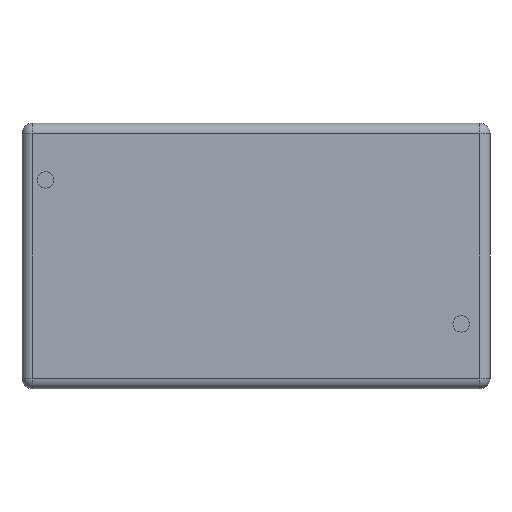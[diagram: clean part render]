
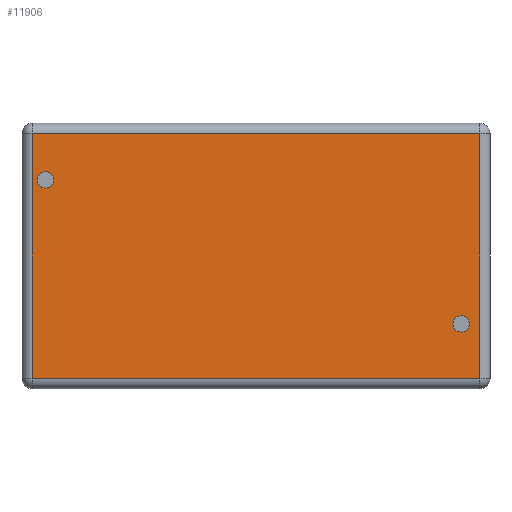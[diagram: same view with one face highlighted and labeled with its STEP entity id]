
A CAD part, front view. The second image highlights one B-rep face of the part: STEP entity #11906.
In plain terms, the highlighted planar face has unit normal (0, -1, 0).
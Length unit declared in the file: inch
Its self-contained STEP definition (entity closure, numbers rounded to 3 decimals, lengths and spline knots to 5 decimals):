
#3393 = VECTOR ( 'NONE', #3403, 39.37008 ) ;
#3403 = DIRECTION ( 'NONE',  ( -1., 0., 0. ) ) ;
#3405 = CARTESIAN_POINT ( 'NONE',  ( -2.175, 0., 1.19 ) ) ;
#3406 = LINE ( 'NONE', #3405, #3393 ) ;
#3901 = DIRECTION ( 'NONE',  ( 1., 0., 0. ) ) ;
#3902 = VECTOR ( 'NONE', #3901, 39.37008 ) ;
#3903 = CARTESIAN_POINT ( 'NONE',  ( -2.175, 0., -1.19 ) ) ;
#3904 = LINE ( 'NONE', #3903, #3902 ) ;
#4112 = CARTESIAN_POINT ( 'NONE',  ( -2.175, 0., 1.19 ) ) ;
#4295 = CIRCLE ( 'NONE', #4297, 0.08 ) ;
#4296 = CIRCLE ( 'NONE', #4340, 0.08 ) ;
#4297 = AXIS2_PLACEMENT_3D ( 'NONE', #4301, #4338, #4337 ) ;
#4300 = CARTESIAN_POINT ( 'NONE',  ( 1.995, 0., -0.66 ) ) ;
#4301 = CARTESIAN_POINT ( 'NONE',  ( -2.045, 0., 0.74 ) ) ;
#4333 = DIRECTION ( 'NONE',  ( 0., 0., -1. ) ) ;
#4336 = DIRECTION ( 'NONE',  ( 0., -1., 0. ) ) ;
#4337 = DIRECTION ( 'NONE',  ( 0., 0., -1. ) ) ;
#4338 = DIRECTION ( 'NONE',  ( 0., -1., 0. ) ) ;
#4340 = AXIS2_PLACEMENT_3D ( 'NONE', #4300, #4336, #4333 ) ;
#4425 = PLANE ( 'NONE',  #4459 ) ;
#4428 = FACE_BOUND ( 'NONE', #8389, .T. ) ;
#4436 = DIRECTION ( 'NONE',  ( 0., 1., 0. ) ) ;
#4458 = DIRECTION ( 'NONE',  ( 0., 0., 1. ) ) ;
#4459 = AXIS2_PLACEMENT_3D ( 'NONE', #4461, #4436, #4458 ) ;
#4460 = FACE_OUTER_BOUND ( 'NONE', #8295, .T. ) ;
#4461 = CARTESIAN_POINT ( 'NONE',  ( -2.175, 0., 1.19 ) ) ;
#4463 = FACE_BOUND ( 'NONE', #10802, .T. ) ;
#4615 = LINE ( 'NONE', #4627, #4626 ) ;
#4625 = DIRECTION ( 'NONE',  ( 0., 0., -1. ) ) ;
#4626 = VECTOR ( 'NONE', #4625, 39.37008 ) ;
#4627 = CARTESIAN_POINT ( 'NONE',  ( -2.175, 0., 1.19 ) ) ;
#4701 = CARTESIAN_POINT ( 'NONE',  ( 2.175, 0., 1.19 ) ) ;
#4727 = CARTESIAN_POINT ( 'NONE',  ( 2.175, 0., -1.19 ) ) ;
#4738 = CARTESIAN_POINT ( 'NONE',  ( -2.175, 0., -1.19 ) ) ;
#4757 = LINE ( 'NONE', #4762, #4761 ) ;
#4760 = DIRECTION ( 'NONE',  ( 0., 0., 1. ) ) ;
#4761 = VECTOR ( 'NONE', #4760, 39.37008 ) ;
#4762 = CARTESIAN_POINT ( 'NONE',  ( 2.175, 0., 1.19 ) ) ;
#8295 = EDGE_LOOP ( 'NONE', ( #11230, #12945, #12897, #13972 ) ) ;
#8303 = ORIENTED_EDGE ( 'NONE', *, *, #16040, .F. ) ;
#8362 = VERTEX_POINT ( 'NONE', #4112 ) ;
#8389 = EDGE_LOOP ( 'NONE', ( #11154, #13918 ) ) ;
#9021 = CARTESIAN_POINT ( 'NONE',  ( 1.995, 0., -0.58 ) ) ;
#9058 = CARTESIAN_POINT ( 'NONE',  ( 1.995, 0., -0.74 ) ) ;
#9226 = AXIS2_PLACEMENT_3D ( 'NONE', #9291, #9290, #9289 ) ;
#9236 = CIRCLE ( 'NONE', #9226, 0.08 ) ;
#9289 = DIRECTION ( 'NONE',  ( 0., 0., -1. ) ) ;
#9290 = DIRECTION ( 'NONE',  ( 0., -1., 0. ) ) ;
#9291 = CARTESIAN_POINT ( 'NONE',  ( 1.995, 0., -0.66 ) ) ;
#9304 = CARTESIAN_POINT ( 'NONE',  ( -2.045, 0., 0.82 ) ) ;
#9419 = CIRCLE ( 'NONE', #9605, 0.08 ) ;
#9492 = CARTESIAN_POINT ( 'NONE',  ( -2.045, 0., 0.74 ) ) ;
#9587 = DIRECTION ( 'NONE',  ( 0., 0., -1. ) ) ;
#9590 = DIRECTION ( 'NONE',  ( 0., -1., 0. ) ) ;
#9605 = AXIS2_PLACEMENT_3D ( 'NONE', #9492, #9590, #9587 ) ;
#9610 = CARTESIAN_POINT ( 'NONE',  ( -2.045, 0., 0.66 ) ) ;
#10481 = ORIENTED_EDGE ( 'NONE', *, *, #11071, .F. ) ;
#10802 = EDGE_LOOP ( 'NONE', ( #10481, #8303 ) ) ;
#11065 = EDGE_CURVE ( 'NONE', #16135, #16043, #4295, .T. ) ;
#11071 = EDGE_CURVE ( 'NONE', #15933, #15915, #4296, .T. ) ;
#11154 = ORIENTED_EDGE ( 'NONE', *, *, #11065, .F. ) ;
#11230 = ORIENTED_EDGE ( 'NONE', *, *, #13931, .T. ) ;
#11906 = ADVANCED_FACE ( 'NONE', ( #4463, #4428, #4460 ), #4425, .F. ) ;
#12897 = ORIENTED_EDGE ( 'NONE', *, *, #13127, .T. ) ;
#12945 = ORIENTED_EDGE ( 'NONE', *, *, #13083, .T. ) ;
#12987 = EDGE_CURVE ( 'NONE', #13911, #13921, #3904, .T. ) ;
#13083 = EDGE_CURVE ( 'NONE', #13895, #8362, #3406, .T. ) ;
#13127 = EDGE_CURVE ( 'NONE', #8362, #13911, #4615, .T. ) ;
#13895 = VERTEX_POINT ( 'NONE', #4701 ) ;
#13911 = VERTEX_POINT ( 'NONE', #4738 ) ;
#13918 = ORIENTED_EDGE ( 'NONE', *, *, #16139, .F. ) ;
#13921 = VERTEX_POINT ( 'NONE', #4727 ) ;
#13931 = EDGE_CURVE ( 'NONE', #13921, #13895, #4757, .T. ) ;
#13972 = ORIENTED_EDGE ( 'NONE', *, *, #12987, .T. ) ;
#15915 = VERTEX_POINT ( 'NONE', #9021 ) ;
#15933 = VERTEX_POINT ( 'NONE', #9058 ) ;
#16040 = EDGE_CURVE ( 'NONE', #15915, #15933, #9236, .T. ) ;
#16043 = VERTEX_POINT ( 'NONE', #9304 ) ;
#16135 = VERTEX_POINT ( 'NONE', #9610 ) ;
#16139 = EDGE_CURVE ( 'NONE', #16043, #16135, #9419, .T. ) ;
